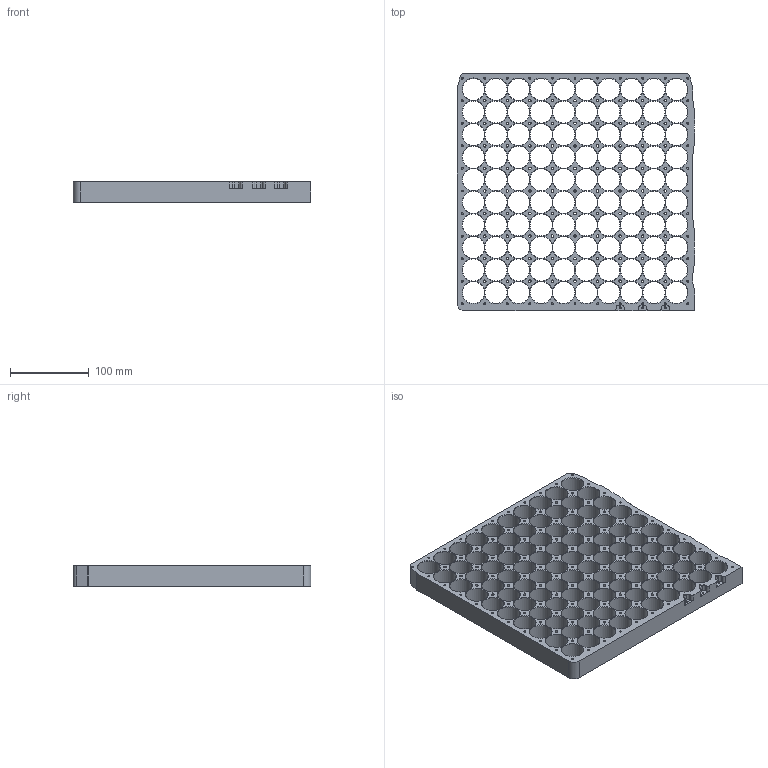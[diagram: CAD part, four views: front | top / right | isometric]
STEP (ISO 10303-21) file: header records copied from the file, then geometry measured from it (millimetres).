
FILE_DESCRIPTION(/* description */ ('VIAL PRESS CAP TRAY UPPER'),/* implementation_level */ '2;1');
FILE_NAME(/* name */ 'J008197 VP CAP LAYER 10x10 V3 Rev A.stp',/* time_stamp */ '2020-01-21T14:09:34-05:00',/* author */ ('arnoldj'),/* organization */ (''),/* preprocessor_version */ 'ST-DEVELOPER v17',/* originating_system */ 'Autodesk Inventor 2018',/* authorisation */ '');
FILE_SCHEMA (('AUTOMOTIVE_DESIGN { 1 0 10303 214 3 1 1 }'));
Length unit declared in the file: inch
Products named in the file (1): J008197 
Bounding box: 302.26 x 302.26 x 25.91 mm (x, y, z)
Volume: 726511.9 mm3; surface area: 337987.6 mm2
Topology: 1 solids, 1 shells, 510 faces, 1942 edges, 1335 vertices
Faces by surface type: cylinder 254, cone 143, plane 113
Full cylindrical faces by diameter (mm): 2.464 x3, 2.489 x40, 3.251 x81, 28.067 x100
Entity records: 22296 total; most frequent: CARTESIAN_POINT 4735, ORIENTED_EDGE 3798, DIRECTION 3793, EDGE_CURVE 1899, AXIS2_PLACEMENT_3D 1653, VERTEX_POINT 1335, CIRCLE 1142, EDGE_LOOP 816
